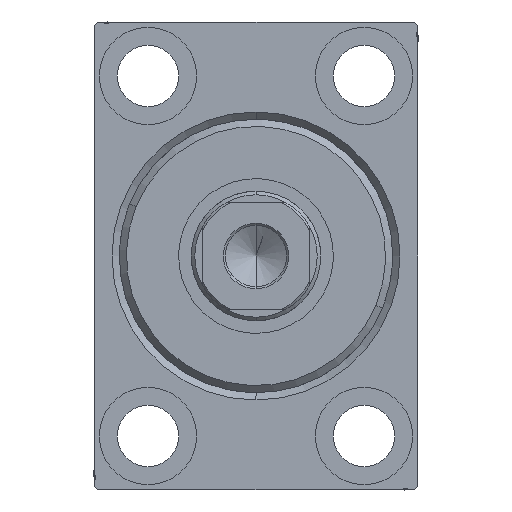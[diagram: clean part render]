
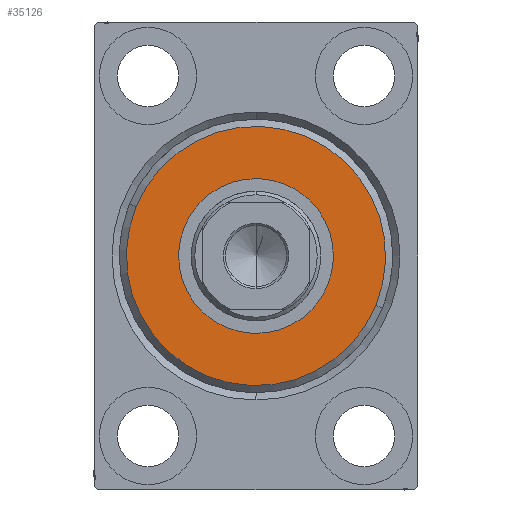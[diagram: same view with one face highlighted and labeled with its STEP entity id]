
A CAD part, left-side view. The second image highlights one B-rep face of the part: STEP entity #35126.
In plain terms, the highlighted face is planar.
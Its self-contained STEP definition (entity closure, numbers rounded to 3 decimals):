
#737 = EDGE_LOOP ( 'NONE', ( #25812, #13344 ) ) ;
#1891 = EDGE_CURVE ( 'NONE', #38136, #16591, #29204, .T. ) ;
#3846 = EDGE_CURVE ( 'NONE', #28743, #42794, #29171, .T. ) ;
#4643 = AXIS2_PLACEMENT_3D ( 'NONE', #10756, #24322, #14318 ) ;
#5804 = ORIENTED_EDGE ( 'NONE', *, *, #40425, .T. ) ;
#5964 = CARTESIAN_POINT ( 'NONE',  ( 3., 0., 0. ) ) ;
#6453 = AXIS2_PLACEMENT_3D ( 'NONE', #5964, #26876, #40873 ) ;
#9234 = FACE_BOUND ( 'NONE', #737, .T. ) ;
#10756 = CARTESIAN_POINT ( 'NONE',  ( 3., 0., 0. ) ) ;
#11849 = EDGE_LOOP ( 'NONE', ( #32557, #5804 ) ) ;
#12540 = CARTESIAN_POINT ( 'NONE',  ( 3., 0., -18. ) ) ;
#13344 = ORIENTED_EDGE ( 'NONE', *, *, #1891, .T. ) ;
#14318 = DIRECTION ( 'NONE',  ( 0., 0., -1. ) ) ;
#16591 = VERTEX_POINT ( 'NONE', #43429 ) ;
#16816 = DIRECTION ( 'NONE',  ( 1., 0., 0. ) ) ;
#17070 = DIRECTION ( 'NONE',  ( 0., 0., -1. ) ) ;
#17962 = DIRECTION ( 'NONE',  ( 0., 0., -1. ) ) ;
#19963 = DIRECTION ( 'NONE',  ( 1., 0., 0. ) ) ;
#23024 = PLANE ( 'NONE',  #35889 ) ;
#24322 = DIRECTION ( 'NONE',  ( -1., 0., 0. ) ) ;
#25812 = ORIENTED_EDGE ( 'NONE', *, *, #40671, .T. ) ;
#26398 = AXIS2_PLACEMENT_3D ( 'NONE', #36941, #34647, #17962 ) ;
#26876 = DIRECTION ( 'NONE',  ( 1., 0., 0. ) ) ;
#28743 = VERTEX_POINT ( 'NONE', #34054 ) ;
#29171 = CIRCLE ( 'NONE', #6453, 18. ) ;
#29204 = CIRCLE ( 'NONE', #26398, 10.75 ) ;
#29474 = DIRECTION ( 'NONE',  ( 0., 0., -1. ) ) ;
#30250 = CIRCLE ( 'NONE', #4643, 10.75 ) ;
#32557 = ORIENTED_EDGE ( 'NONE', *, *, #3846, .T. ) ;
#33696 = CARTESIAN_POINT ( 'NONE',  ( 3., 0., 0. ) ) ;
#34054 = CARTESIAN_POINT ( 'NONE',  ( 3., 0., 18. ) ) ;
#34647 = DIRECTION ( 'NONE',  ( -1., 0., 0. ) ) ;
#35126 = ADVANCED_FACE ( 'NONE', ( #43287, #9234 ), #23024, .T. ) ;
#35889 = AXIS2_PLACEMENT_3D ( 'NONE', #33696, #16816, #29474 ) ;
#36865 = CARTESIAN_POINT ( 'NONE',  ( 3., 0., 0. ) ) ;
#36941 = CARTESIAN_POINT ( 'NONE',  ( 3., 0., 0. ) ) ;
#37315 = CIRCLE ( 'NONE', #42306, 18. ) ;
#38136 = VERTEX_POINT ( 'NONE', #41774 ) ;
#40425 = EDGE_CURVE ( 'NONE', #42794, #28743, #37315, .T. ) ;
#40671 = EDGE_CURVE ( 'NONE', #16591, #38136, #30250, .T. ) ;
#40873 = DIRECTION ( 'NONE',  ( 0., 0., -1. ) ) ;
#41774 = CARTESIAN_POINT ( 'NONE',  ( 3., 0., -10.75 ) ) ;
#42306 = AXIS2_PLACEMENT_3D ( 'NONE', #36865, #19963, #17070 ) ;
#42794 = VERTEX_POINT ( 'NONE', #12540 ) ;
#43287 = FACE_OUTER_BOUND ( 'NONE', #11849, .T. ) ;
#43429 = CARTESIAN_POINT ( 'NONE',  ( 3., 0., 10.75 ) ) ;
